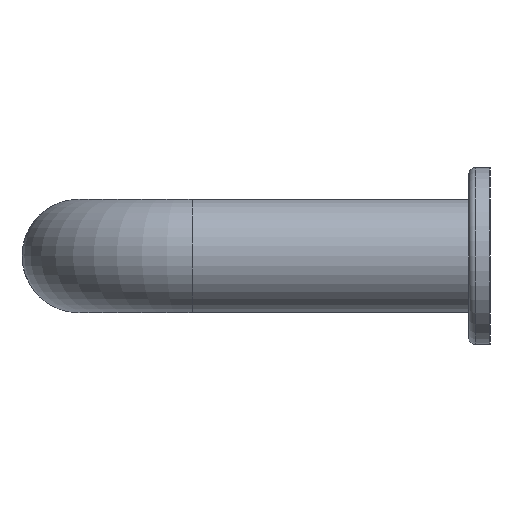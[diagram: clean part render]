
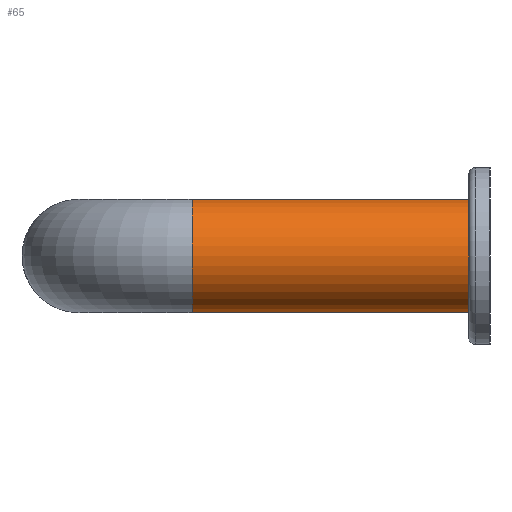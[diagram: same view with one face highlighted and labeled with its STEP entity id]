
A CAD part, left-side view. The second image highlights one B-rep face of the part: STEP entity #65.
In plain terms, the highlighted cylindrical face has radius 4 mm (diameter 8 mm), a full revolution.
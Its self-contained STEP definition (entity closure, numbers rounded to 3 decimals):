
#65 = ADVANCED_FACE( '', ( #148, #149 ), #150, .T. );
#148 = FACE_OUTER_BOUND( '', #255, .T. );
#149 = FACE_OUTER_BOUND( '', #256, .T. );
#150 = CYLINDRICAL_SURFACE( '', #257, 4. );
#255 = EDGE_LOOP( '', ( #372 ) );
#256 = EDGE_LOOP( '', ( #373 ) );
#257 = AXIS2_PLACEMENT_3D( '', #374, #375, #376 );
#372 = ORIENTED_EDGE( '', *, *, #494, .F. );
#373 = ORIENTED_EDGE( '', *, *, #485, .T. );
#374 = CARTESIAN_POINT( '', ( 4., 0., 0. ) );
#375 = DIRECTION( '', ( 0., 1., 0. ) );
#376 = DIRECTION( '', ( 0., 0., -1. ) );
#485 = EDGE_CURVE( '', #543, #543, #544, .T. );
#494 = EDGE_CURVE( '', #558, #558, #559, .T. );
#543 = VERTEX_POINT( '', #616 );
#544 = CIRCLE( '', #617, 4. );
#558 = VERTEX_POINT( '', #631 );
#559 = CIRCLE( '', #632, 4. );
#616 = CARTESIAN_POINT( '', ( 4., 21., -4. ) );
#617 = AXIS2_PLACEMENT_3D( '', #691, #692, #693 );
#631 = CARTESIAN_POINT( '', ( 4., 1.5, -4. ) );
#632 = AXIS2_PLACEMENT_3D( '', #709, #710, #711 );
#691 = CARTESIAN_POINT( '', ( 4., 21., 0. ) );
#692 = DIRECTION( '', ( 0., -1., 0. ) );
#693 = DIRECTION( '', ( 0., 0., -1. ) );
#709 = CARTESIAN_POINT( '', ( 4., 1.5, 0. ) );
#710 = DIRECTION( '', ( 0., -1., 0. ) );
#711 = DIRECTION( '', ( 0., 0., -1. ) );
